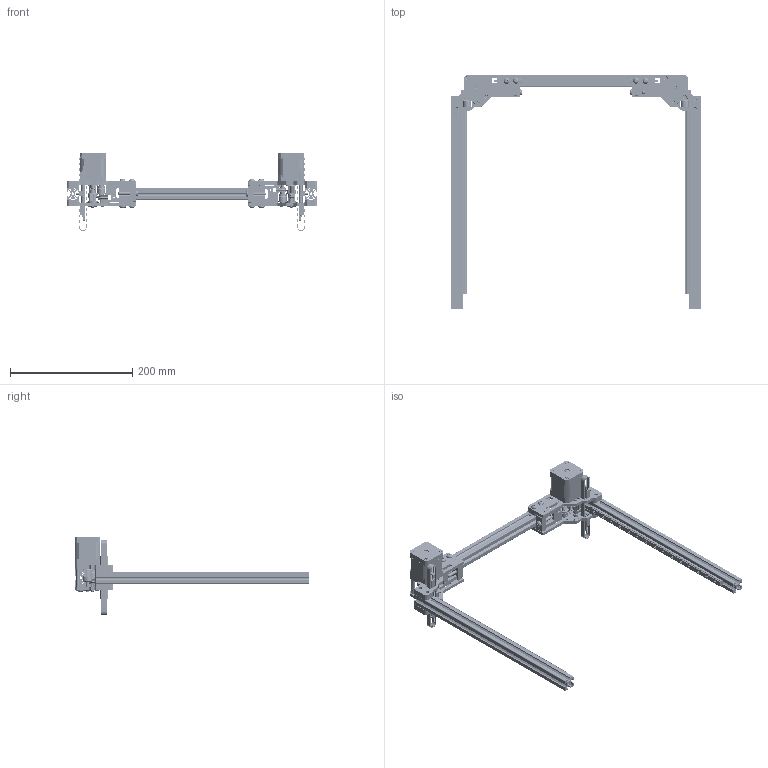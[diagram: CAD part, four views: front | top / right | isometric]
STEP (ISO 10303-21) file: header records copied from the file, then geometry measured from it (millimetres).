
FILE_DESCRIPTION(/* description */ ('','CAx-IF Rec.Pracs.---Representation and Presentation of Product Manufacturing Information (PMI)---4.0---2014-10-13'),/* implementation_level */ '2;1');
FILE_NAME(/* name */ '_29_Sheet_metal_V2_9mm_rear_motor_mounts_FT_0.step',/* time_stamp */ '2025-01-28T17:01:41+01:00',/* author */ (''),/* organization */ (''),/* preprocessor_version */ 'ST-DEVELOPER v20',/* originating_system */ 'Autodesk Translation Framework v13.20.0.188',/* authorisation */ '');
FILE_SCHEMA (('AP242_MANAGED_MODEL_BASED_3D_ENGINEERING_MIM_LF { 1 0 10303 442 1 1 4 }'));
Products named in the file (51): _29_Sheet_metal_V2_9mm_rear_motor_mounts_FT_0; _Sheet_metal_V2_9mm_rear_right_motor_mount; _Sheet_metal_V2_9mm_rear_right_motor_mount_hardware; _Sheet_metal_9mm_rear_right_motor_mount_motion; NEMA17 with 55mm long shaft; _GT2_20T_9mm_pulley_de-hubbed; _Hybrid_SLM_V2_9mm_Z_belt_retainer; _Sheet_metal_V2_9mm_rear_left_motor_mount; _Sheet_metal_V2_9mm_rear_left_motor_mount_hardware; M3xD6x30 spacer; M3x45 BHCS; M3 washer; M5x16 BHCS; M3x6 BHCS; M3x6 FHCS; M3x8 BHCS; Tensioner wire for 9mm; M5 washer; M5x30 BHCS; _Sheet_metal_9mm_rear_left_motor_mount_motion; NEMA17 with 55mm long shaft_1; _S55 shaft; _stepper; 695 bearing; Shim 1mm; _GT2_20T_9mm_pulley_de-hubbed_1; M4x2.5 set screw; GT2 20T 9mm pulley de-hubbed ; Shim 0.5mm; F695 flanged bearing; GT2 20T 9mm pulley; Di=5mm L0=5mm compression spring; D5x40 smooth pin; M5xD8x5 spacer; Sheet_metal_V2_rear_motor_mount_b_4.7-5mm; _Hybrid_SLM_V2_9mm_Z_belt_retainer_1; Hybrid_SLM_V2_Z_belt_clip_a; Hybrid_SLM_V2_Z_belt_clip_b; _Hybrid_SLM_V2_9mm_Z_belt; Sheet_metal_9mm_spacer_a_2x2.5_or_5mm ...
Assembly tree (193 placements, depth 5):
  _29_Sheet_metal_V2_9mm_rear_motor_mounts_FT_0
    _Sheet_metal_V2_9mm_rear_right_motor_mount
      Sheet_metal_V2_rear_motor_mount_b_4.7-5mm
      Sheet_metal_9mm_spacer_a_2x2.5_or_5mm  x4
      _Sheet_metal_V2_9mm_rear_right_motor_mount_hardware
        M3 washer  x3
        M3x45 BHCS  x3
        M3xD6x30 spacer  x3
        M3x6 FHCS  x4
        M3x6 BHCS  x2
        M3x8 BHCS
        M5x30 BHCS
        M5 washer  x5
        Tensioner wire for 9mm
        M5x16 BHCS  x4
        M5 2020 drop-in T-nut  x4
      Sheet_metal_V2_rear_motor_mount_a_4.7-5mm
      _Sheet_metal_9mm_rear_right_motor_mount_motion
        NEMA17 with 55mm long shaft
          _S55 shaft
          _stepper
        Di=5mm L0=5mm compression spring
        D5x40 smooth pin  x2
        M5xD8x5 spacer  x3
        F695 flanged bearing  x5
        Shim 0.5mm  x3
        GT2 20T 9mm pulley
        Shim 1mm  x3
        695 bearing
        _GT2_20T_9mm_pulley_de-hubbed
          M4x2.5 set screw  x2
          GT2 20T 9mm pulley de-hubbed 
      Sheet_metal_9mm_tensioner_b_4.7-5mm
      Sheet_metal_9mm_tensioner_a_4.7-5mm
      Sheet_metal_9mm_tensioner_c_4.7-5mm
      _Hybrid_SLM_V2_9mm_Z_belt_retainer
        Hybrid_SLM_V2_Z_belt_clip_a  x2
        Hybrid_SLM_V2_Z_belt_clip_b  x2
        _Hybrid_SLM_V2_9mm_Z_belt
    _Sheet_metal_V2_9mm_rear_left_motor_mount
      _Sheet_metal_V2_9mm_rear_left_motor_mount_hardware
        M3 washer  x3
        M3x45 BHCS  x3
        M3xD6x30 spacer  x3
        M3x6 FHCS  x4
        M5x16 BHCS  x4
        M5 2020 drop-in T-nut  x4
        M5 washer  x5
        M3x6 BHCS  x2
        M3x8 BHCS
        Tensioner wire for 9mm
        M5x30 BHCS
      _Sheet_metal_9mm_rear_left_motor_mount_motion
        NEMA17 with 55mm long shaft_1
          _S55 shaft
          _stepper
        Shim 1mm  x3
        Shim 0.5mm  x3
        M5xD8x5 spacer  x3
        F695 flanged bearing  x5
Bounding box: 410 x 384.1 x 128.53 mm (x, y, z)
Volume: 522309.9 mm3; surface area: 359382.1 mm2
Topology: 199 solids, 199 shells, 6145 faces, 15625 edges, 10042 vertices
Faces by surface type: plane 3468, cylinder 1701, cone 754, bspline 126, torus 74, sphere 22
Full cylindrical faces by diameter (mm): 2.464 x8, 2.5 x18, 3 x66, 3.1 x16, 3.2 x6, 3.4 x6, 3.5 x30, 4 x4, 4.2 x21, 5 x50, 5.001 x2, 5.1 x8, 5.3 x10, 5.5 x30, 5.7 x12, 6 x44, 6.5 x26, 7 x6, 7.823 x4, 8 x18, 8.141 x4, 9 x2, 9.5 x10, 10 x12, 11.5 x24, 12 x4, 13 x12, 13.03 x6, 15 x10, 16 x8
Entity records: 76544 total; most frequent: CARTESIAN_POINT 15602, DIRECTION 12667, ORIENTED_EDGE 12150, EDGE_CURVE 6075, LINE 4245, VECTOR 4245, AXIS2_PLACEMENT_3D 4211, VERTEX_POINT 3956
